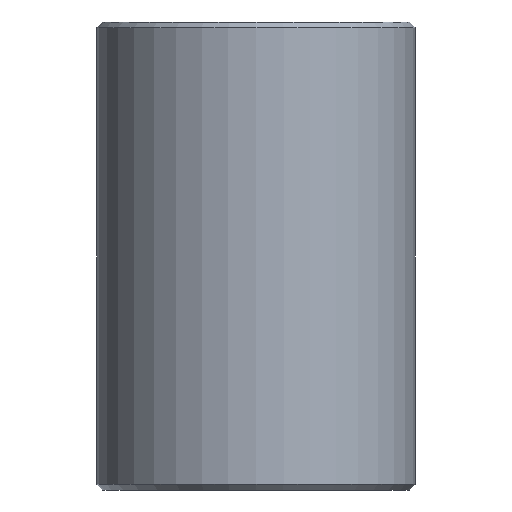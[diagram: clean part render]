
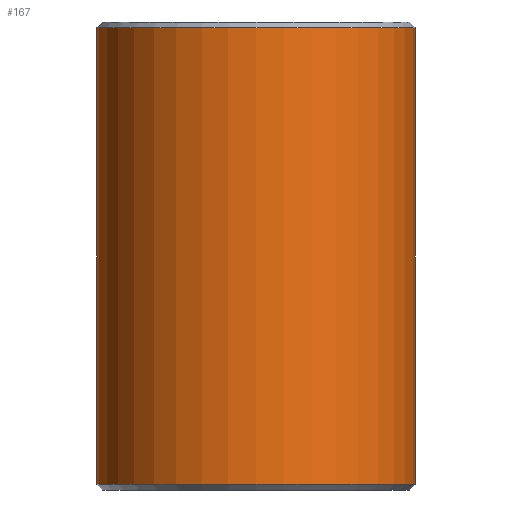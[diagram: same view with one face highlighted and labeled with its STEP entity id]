
A CAD part, front view. The second image highlights one B-rep face of the part: STEP entity #167.
In plain terms, the highlighted cylindrical face has radius 7.475 mm (diameter 14.95 mm), a partial arc.
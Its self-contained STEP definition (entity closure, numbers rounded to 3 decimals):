
#10 = VERTEX_POINT ( 'NONE', #95 ) ;
#14 = EDGE_CURVE ( 'NONE', #42, #32, #82, .T. ) ;
#15 = ORIENTED_EDGE ( 'NONE', *, *, #14, .T. ) ;
#16 = EDGE_LOOP ( 'NONE', ( #17, #15, #148, #149 ) ) ;
#17 = ORIENTED_EDGE ( 'NONE', *, *, #65, .F. ) ;
#32 = VERTEX_POINT ( 'NONE', #215 ) ;
#42 = VERTEX_POINT ( 'NONE', #201 ) ;
#65 = EDGE_CURVE ( 'NONE', #42, #161, #185, .T. ) ;
#79 = DIRECTION ( 'NONE',  ( 1., 0., 0. ) ) ;
#80 = DIRECTION ( 'NONE',  ( 0., 0., 1. ) ) ;
#81 = AXIS2_PLACEMENT_3D ( 'NONE', #86, #80, #79 ) ;
#82 = CIRCLE ( 'NONE', #81, 7.475 ) ;
#86 = CARTESIAN_POINT ( 'NONE',  ( 0., 0., -21.739 ) ) ;
#95 = CARTESIAN_POINT ( 'NONE',  ( 7.475, 0., -0.261 ) ) ;
#133 = EDGE_CURVE ( 'NONE', #32, #10, #174, .T. ) ;
#136 = DIRECTION ( 'NONE',  ( 1., 0., 0. ) ) ;
#137 = DIRECTION ( 'NONE',  ( 0., 0., 1. ) ) ;
#138 = CARTESIAN_POINT ( 'NONE',  ( 0., 0., -0.261 ) ) ;
#139 = AXIS2_PLACEMENT_3D ( 'NONE', #138, #137, #136 ) ;
#143 = CIRCLE ( 'NONE', #139, 7.475 ) ;
#148 = ORIENTED_EDGE ( 'NONE', *, *, #133, .T. ) ;
#149 = ORIENTED_EDGE ( 'NONE', *, *, #150, .F. ) ;
#150 = EDGE_CURVE ( 'NONE', #161, #10, #143, .T. ) ;
#161 = VERTEX_POINT ( 'NONE', #270 ) ;
#167 = ADVANCED_FACE ( 'NONE', ( #254 ), #253, .T. ) ;
#171 = DIRECTION ( 'NONE',  ( 0., 0., 1. ) ) ;
#172 = VECTOR ( 'NONE', #171, 1000. ) ;
#173 = CARTESIAN_POINT ( 'NONE',  ( 7.475, 0., 0. ) ) ;
#174 = LINE ( 'NONE', #173, #172 ) ;
#182 = DIRECTION ( 'NONE',  ( 0., 0., 1. ) ) ;
#183 = VECTOR ( 'NONE', #182, 1000. ) ;
#184 = CARTESIAN_POINT ( 'NONE',  ( -7.475, 0., 0. ) ) ;
#185 = LINE ( 'NONE', #184, #183 ) ;
#201 = CARTESIAN_POINT ( 'NONE',  ( -7.475, 0., -21.739 ) ) ;
#215 = CARTESIAN_POINT ( 'NONE',  ( 7.475, 0., -21.739 ) ) ;
#248 = DIRECTION ( 'NONE',  ( 1., 0., 0. ) ) ;
#249 = DIRECTION ( 'NONE',  ( 0., 0., 1. ) ) ;
#250 = CARTESIAN_POINT ( 'NONE',  ( 0., 0., 0. ) ) ;
#251 = AXIS2_PLACEMENT_3D ( 'NONE', #250, #249, #248 ) ;
#253 = CYLINDRICAL_SURFACE ( 'NONE', #251, 7.475 ) ;
#254 = FACE_OUTER_BOUND ( 'NONE', #16, .T. ) ;
#270 = CARTESIAN_POINT ( 'NONE',  ( -7.475, 0., -0.261 ) ) ;
